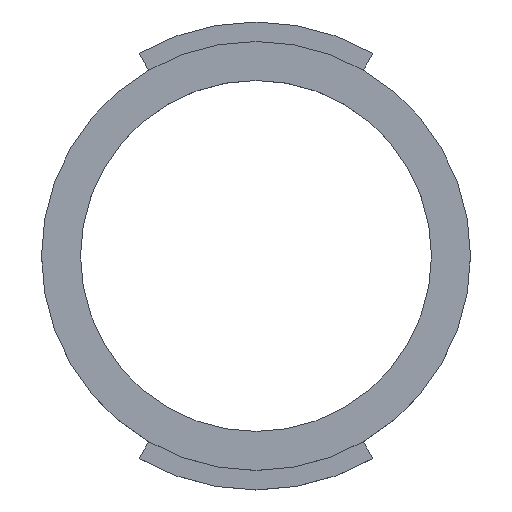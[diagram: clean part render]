
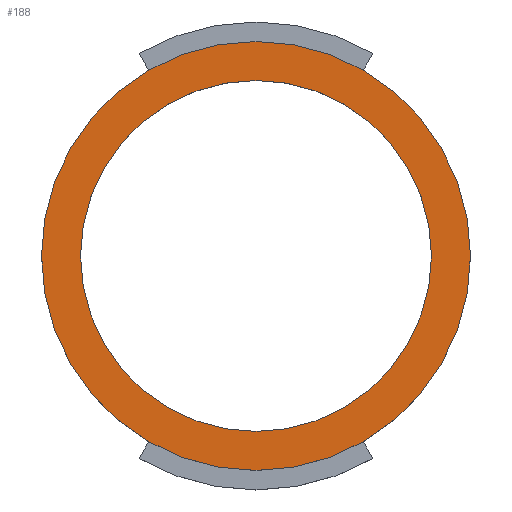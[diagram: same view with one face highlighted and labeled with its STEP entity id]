
A CAD part, top view. The second image highlights one B-rep face of the part: STEP entity #188.
In plain terms, the highlighted planar face has unit normal (0, 0, 1).
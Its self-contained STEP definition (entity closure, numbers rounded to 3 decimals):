
#188=ADVANCED_FACE('',(#308,#310),#312,.T.);
#308=FACE_BOUND('',#309,.T.);
#309=EDGE_LOOP('',(#395));
#310=FACE_BOUND('',#311,.T.);
#311=EDGE_LOOP('',(#396));
#312=PLANE('',#313);
#313=AXIS2_PLACEMENT_3D('',#314,#315,#316);
#314=CARTESIAN_POINT('',(0.,0.,5.));
#315=DIRECTION('',(0.,0.,1.));
#316=DIRECTION('',(-1.,0.,0.));
#395=ORIENTED_EDGE('',*,*,#426,.T.);
#396=ORIENTED_EDGE('',*,*,#434,.T.);
#426=EDGE_CURVE('',#488,#488,#489,.T.);
#434=EDGE_CURVE('',#501,#501,#502,.F.);
#488=VERTEX_POINT('',#626);
#489=CIRCLE('',#627,22.);
#501=VERTEX_POINT('',#658);
#502=CIRCLE('',#659,18.);
#626=CARTESIAN_POINT('',(-22.,0.,5.));
#627=AXIS2_PLACEMENT_3D('',#628,#629,#630);
#628=CARTESIAN_POINT('',(0.,0.,5.));
#629=DIRECTION('',(0.,0.,1.));
#630=DIRECTION('',(-1.,0.,0.));
#658=CARTESIAN_POINT('',(-18.,0.,5.));
#659=AXIS2_PLACEMENT_3D('',#660,#661,#662);
#660=CARTESIAN_POINT('',(0.,0.,5.));
#661=DIRECTION('',(0.,0.,1.));
#662=DIRECTION('',(-1.,0.,0.));
